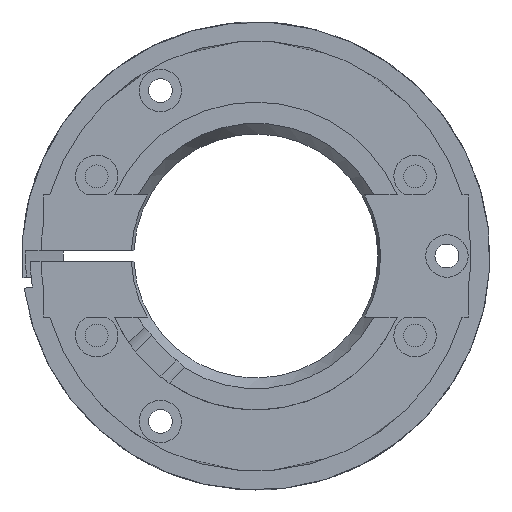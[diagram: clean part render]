
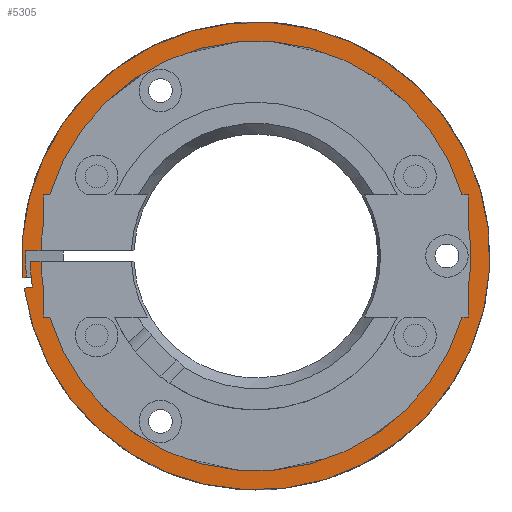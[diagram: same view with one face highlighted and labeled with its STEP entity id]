
A CAD part, front view. The second image highlights one B-rep face of the part: STEP entity #5305.
In plain terms, the highlighted planar face has unit normal (0, -1, 0).
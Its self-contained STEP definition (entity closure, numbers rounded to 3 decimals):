
#127=ELLIPSE('',#5712,35.3,30.491);
#128=ELLIPSE('',#5713,36.3,31.355);
#320=PLANE('',#5710);
#720=FACE_OUTER_BOUND('',#1052,.T.);
#1052=EDGE_LOOP('',(#4543,#4544,#4545,#4546,#4547,#4548,#4549,#4550,#4551,
#4552,#4553,#4554,#4555,#4556,#4557,#4558,#4559,#4560,#4561,#4562));
#1434=LINE('',#10471,#1819);
#1438=LINE('',#10480,#1823);
#1455=LINE('',#10517,#1840);
#1459=LINE('',#10526,#1844);
#1463=LINE('',#10534,#1848);
#1470=LINE('',#10549,#1855);
#1473=LINE('',#10555,#1858);
#1486=LINE('',#10582,#1871);
#1489=LINE('',#10601,#1874);
#1490=LINE('',#10604,#1875);
#1491=LINE('',#10606,#1876);
#1492=LINE('',#10610,#1877);
#1819=VECTOR('',#6652,10.);
#1823=VECTOR('',#6658,10.);
#1840=VECTOR('',#6685,10.);
#1844=VECTOR('',#6691,10.);
#1848=VECTOR('',#6697,10.);
#1855=VECTOR('',#6708,10.);
#1858=VECTOR('',#6713,10.);
#1871=VECTOR('',#6734,10.);
#1874=VECTOR('',#6759,10.);
#1875=VECTOR('',#6762,10.);
#1876=VECTOR('',#6763,10.);
#1877=VECTOR('',#6766,10.);
#2080=CIRCLE('',#5676,44.1);
#2095=CIRCLE('',#5711,40.5);
#2096=CIRCLE('',#5714,40.5);
#2097=CIRCLE('',#5715,40.5);
#2098=CIRCLE('',#5716,40.5);
#2099=CIRCLE('',#5717,40.5);
#2509=VERTEX_POINT('',#10334);
#2512=VERTEX_POINT('',#10339);
#2535=VERTEX_POINT('',#10469);
#2536=VERTEX_POINT('',#10470);
#2539=VERTEX_POINT('',#10478);
#2540=VERTEX_POINT('',#10479);
#2554=VERTEX_POINT('',#10515);
#2555=VERTEX_POINT('',#10516);
#2558=VERTEX_POINT('',#10524);
#2559=VERTEX_POINT('',#10525);
#2562=VERTEX_POINT('',#10533);
#2568=VERTEX_POINT('',#10548);
#2570=VERTEX_POINT('',#10554);
#2580=VERTEX_POINT('',#10581);
#2584=VERTEX_POINT('',#10598);
#2585=VERTEX_POINT('',#10600);
#2586=VERTEX_POINT('',#10602);
#2587=VERTEX_POINT('',#10605);
#2588=VERTEX_POINT('',#10607);
#2589=VERTEX_POINT('',#10609);
#3198=EDGE_CURVE('',#2509,#2512,#2080,.T.);
#3221=EDGE_CURVE('',#2535,#2536,#1434,.T.);
#3225=EDGE_CURVE('',#2539,#2540,#1438,.T.);
#3242=EDGE_CURVE('',#2554,#2555,#1455,.T.);
#3246=EDGE_CURVE('',#2558,#2559,#1459,.T.);
#3250=EDGE_CURVE('',#2536,#2562,#1463,.T.);
#3257=EDGE_CURVE('',#2568,#2554,#1470,.T.);
#3260=EDGE_CURVE('',#2559,#2570,#1473,.T.);
#3273=EDGE_CURVE('',#2580,#2539,#1486,.T.);
#3282=EDGE_CURVE('',#2584,#2562,#2095,.T.);
#3283=EDGE_CURVE('',#2584,#2585,#1489,.T.);
#3284=EDGE_CURVE('',#2585,#2586,#127,.T.);
#3285=EDGE_CURVE('',#2586,#2509,#1490,.T.);
#3286=EDGE_CURVE('',#2512,#2587,#1491,.T.);
#3287=EDGE_CURVE('',#2587,#2588,#128,.T.);
#3288=EDGE_CURVE('',#2588,#2589,#1492,.T.);
#3289=EDGE_CURVE('',#2558,#2589,#2096,.T.);
#3290=EDGE_CURVE('',#2568,#2570,#2097,.T.);
#3291=EDGE_CURVE('',#2580,#2555,#2098,.T.);
#3292=EDGE_CURVE('',#2535,#2540,#2099,.T.);
#4543=ORIENTED_EDGE('',*,*,#3221,.T.);
#4544=ORIENTED_EDGE('',*,*,#3250,.T.);
#4545=ORIENTED_EDGE('',*,*,#3282,.F.);
#4546=ORIENTED_EDGE('',*,*,#3283,.T.);
#4547=ORIENTED_EDGE('',*,*,#3284,.T.);
#4548=ORIENTED_EDGE('',*,*,#3285,.T.);
#4549=ORIENTED_EDGE('',*,*,#3198,.T.);
#4550=ORIENTED_EDGE('',*,*,#3286,.T.);
#4551=ORIENTED_EDGE('',*,*,#3287,.T.);
#4552=ORIENTED_EDGE('',*,*,#3288,.T.);
#4553=ORIENTED_EDGE('',*,*,#3289,.F.);
#4554=ORIENTED_EDGE('',*,*,#3246,.T.);
#4555=ORIENTED_EDGE('',*,*,#3260,.T.);
#4556=ORIENTED_EDGE('',*,*,#3290,.F.);
#4557=ORIENTED_EDGE('',*,*,#3257,.T.);
#4558=ORIENTED_EDGE('',*,*,#3242,.T.);
#4559=ORIENTED_EDGE('',*,*,#3291,.F.);
#4560=ORIENTED_EDGE('',*,*,#3273,.T.);
#4561=ORIENTED_EDGE('',*,*,#3225,.T.);
#4562=ORIENTED_EDGE('',*,*,#3292,.F.);
#5305=ADVANCED_FACE('',(#720),#320,.T.);
#5676=AXIS2_PLACEMENT_3D('',#10341,#6624,#6625);
#5710=AXIS2_PLACEMENT_3D('',#10597,#6755,#6756);
#5711=AXIS2_PLACEMENT_3D('',#10599,#6757,#6758);
#5712=AXIS2_PLACEMENT_3D('',#10603,#6760,#6761);
#5713=AXIS2_PLACEMENT_3D('',#10608,#6764,#6765);
#5714=AXIS2_PLACEMENT_3D('',#10611,#6767,#6768);
#5715=AXIS2_PLACEMENT_3D('',#10612,#6769,#6770);
#5716=AXIS2_PLACEMENT_3D('',#10613,#6771,#6772);
#5717=AXIS2_PLACEMENT_3D('',#10614,#6773,#6774);
#6624=DIRECTION('center_axis',(0.,-1.,0.));
#6625=DIRECTION('ref_axis',(1.,0.,0.));
#6652=DIRECTION('',(-1.,0.,0.));
#6658=DIRECTION('',(-1.,0.,0.));
#6685=DIRECTION('',(0.,0.,-1.));
#6691=DIRECTION('',(0.,0.,1.));
#6697=DIRECTION('',(0.,0.,1.));
#6708=DIRECTION('',(1.,0.,0.));
#6713=DIRECTION('',(1.,0.,0.));
#6734=DIRECTION('',(0.,0.,-1.));
#6755=DIRECTION('center_axis',(0.,-1.,0.));
#6756=DIRECTION('ref_axis',(0.,0.,-1.));
#6757=DIRECTION('center_axis',(0.,-1.,0.));
#6758=DIRECTION('ref_axis',(1.,0.,0.));
#6759=DIRECTION('',(-1.,0.,0.));
#6760=DIRECTION('center_axis',(0.,-1.,0.));
#6761=DIRECTION('ref_axis',(0.,0.,-1.));
#6762=DIRECTION('',(-0.987,0.,-0.159));
#6763=DIRECTION('',(0.987,0.,0.159));
#6764=DIRECTION('center_axis',(0.,1.,0.));
#6765=DIRECTION('ref_axis',(0.,0.,-1.));
#6766=DIRECTION('',(1.,0.,0.));
#6767=DIRECTION('center_axis',(0.,-1.,0.));
#6768=DIRECTION('ref_axis',(1.,0.,0.));
#6769=DIRECTION('center_axis',(0.,-1.,0.));
#6770=DIRECTION('ref_axis',(1.,0.,0.));
#6771=DIRECTION('center_axis',(0.,-1.,0.));
#6772=DIRECTION('ref_axis',(1.,0.,0.));
#6773=DIRECTION('center_axis',(0.,-1.,0.));
#6774=DIRECTION('ref_axis',(1.,0.,0.));
#10334=CARTESIAN_POINT('',(-43.677,-43.,-6.093));
#10339=CARTESIAN_POINT('',(-43.908,-43.,-4.111));
#10341=CARTESIAN_POINT('Origin',(0.,-43.,0.));
#10469=CARTESIAN_POINT('',(-38.833,-43.,-11.5));
#10470=CARTESIAN_POINT('',(-40.,-43.,-11.5));
#10471=CARTESIAN_POINT('',(0.25,-43.,-11.5));
#10478=CARTESIAN_POINT('',(40.,-43.,-11.5));
#10479=CARTESIAN_POINT('',(38.833,-43.,-11.5));
#10480=CARTESIAN_POINT('',(0.25,-43.,-11.5));
#10515=CARTESIAN_POINT('',(40.,-43.,11.5));
#10516=CARTESIAN_POINT('',(40.,-43.,6.344));
#10517=CARTESIAN_POINT('',(40.,-43.,-5.75));
#10524=CARTESIAN_POINT('',(-40.,-43.,6.344));
#10525=CARTESIAN_POINT('',(-40.,-43.,11.5));
#10526=CARTESIAN_POINT('',(-40.,-43.,5.75));
#10533=CARTESIAN_POINT('',(-40.,-43.,-6.344));
#10534=CARTESIAN_POINT('',(-40.,-43.,5.75));
#10548=CARTESIAN_POINT('',(38.833,-43.,11.5));
#10549=CARTESIAN_POINT('',(40.25,-43.,11.5));
#10554=CARTESIAN_POINT('',(-38.833,-43.,11.5));
#10555=CARTESIAN_POINT('',(40.25,-43.,11.5));
#10581=CARTESIAN_POINT('',(40.,-43.,-6.344));
#10582=CARTESIAN_POINT('',(40.,-43.,-5.75));
#10597=CARTESIAN_POINT('Origin',(40.5,-43.,0.));
#10598=CARTESIAN_POINT('',(-40.488,-43.,-1.));
#10599=CARTESIAN_POINT('Origin',(0.,-43.,0.));
#10600=CARTESIAN_POINT('',(-42.533,-43.,-1.));
#10601=CARTESIAN_POINT('',(2.607,-43.,-1.));
#10602=CARTESIAN_POINT('',(-42.125,-43.,-5.843));
#10603=CARTESIAN_POINT('Origin',(-12.054,-43.,0.));
#10604=CARTESIAN_POINT('',(-7.69,-43.,-0.308));
#10605=CARTESIAN_POINT('',(-43.218,-43.,-4.));
#10606=CARTESIAN_POINT('',(-2.1,-43.,2.61));
#10607=CARTESIAN_POINT('',(-43.397,-43.,1.));
#10608=CARTESIAN_POINT('Origin',(-12.054,-43.,0.));
#10609=CARTESIAN_POINT('',(-40.488,-43.,1.));
#10610=CARTESIAN_POINT('',(17.75,-43.,1.));
#10611=CARTESIAN_POINT('Origin',(0.,-43.,0.));
#10612=CARTESIAN_POINT('Origin',(0.,-43.,0.));
#10613=CARTESIAN_POINT('Origin',(0.,-43.,0.));
#10614=CARTESIAN_POINT('Origin',(0.,-43.,0.));
